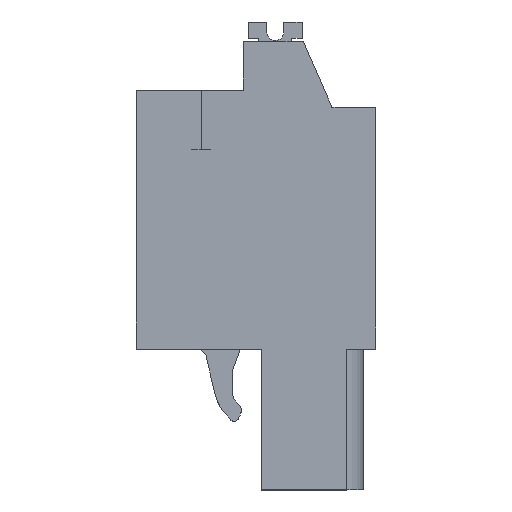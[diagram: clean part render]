
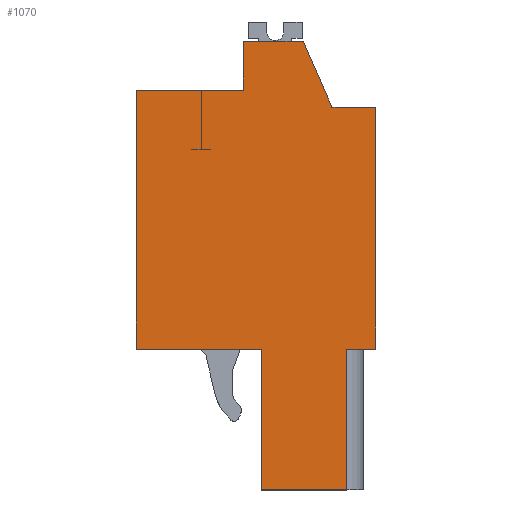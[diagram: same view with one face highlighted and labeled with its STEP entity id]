
A CAD part, left-side view. The second image highlights one B-rep face of the part: STEP entity #1070.
In plain terms, the highlighted planar face has unit normal (-1, 0, 0).
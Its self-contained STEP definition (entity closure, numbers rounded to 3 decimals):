
#986=AXIS2_PLACEMENT_3D('Plane Axis2P3D',#983,#984,#985) ;
#42=CARTESIAN_POINT('Vertex',(0.,7.85,26.59)) ;
#45=CARTESIAN_POINT('Line Origine',(0.,6.075,26.59)) ;
#49=CARTESIAN_POINT('Vertex',(0.,4.3,26.59)) ;
#832=CARTESIAN_POINT('Vertex',(0.,7.85,23.69)) ;
#835=CARTESIAN_POINT('Line Origine',(0.,7.85,25.14)) ;
#983=CARTESIAN_POINT('Axis2P3D Location',(0.,6.8,8.35)) ;
#988=CARTESIAN_POINT('Line Origine',(0.,1.725,4.175)) ;
#992=CARTESIAN_POINT('Vertex',(0.,1.725,8.35)) ;
#994=CARTESIAN_POINT('Vertex',(0.,1.725,0.)) ;
#997=CARTESIAN_POINT('Line Origine',(0.,0.862,8.35)) ;
#1001=CARTESIAN_POINT('Vertex',(0.,0.,8.35)) ;
#1004=CARTESIAN_POINT('Line Origine',(0.,0.,15.52)) ;
#1008=CARTESIAN_POINT('Vertex',(0.,0.,22.69)) ;
#1011=CARTESIAN_POINT('Line Origine',(0.,1.3,22.69)) ;
#1015=CARTESIAN_POINT('Vertex',(0.,2.6,22.69)) ;
#1018=CARTESIAN_POINT('Line Origine',(0.,3.45,24.64)) ;
#1023=CARTESIAN_POINT('Line Origine',(0.,11.025,23.69)) ;
#1027=CARTESIAN_POINT('Vertex',(0.,14.2,23.69)) ;
#1030=CARTESIAN_POINT('Line Origine',(0.,14.2,16.02)) ;
#1034=CARTESIAN_POINT('Vertex',(0.,14.2,8.35)) ;
#1037=CARTESIAN_POINT('Line Origine',(0.,10.485,8.35)) ;
#1041=CARTESIAN_POINT('Vertex',(0.,6.771,8.35)) ;
#1044=CARTESIAN_POINT('Line Origine',(0.,6.771,4.175)) ;
#1048=CARTESIAN_POINT('Vertex',(0.,6.771,0.)) ;
#1051=CARTESIAN_POINT('Line Origine',(0.,4.248,0.)) ;
#46=DIRECTION('Vector Direction',(0.,1.,0.)) ;
#836=DIRECTION('Vector Direction',(0.,0.,-1.)) ;
#984=DIRECTION('Axis2P3D Direction',(1.,0.,0.)) ;
#985=DIRECTION('Axis2P3D XDirection',(0.,1.,0.)) ;
#989=DIRECTION('Vector Direction',(0.,0.,-1.)) ;
#998=DIRECTION('Vector Direction',(0.,-1.,0.)) ;
#1005=DIRECTION('Vector Direction',(0.,0.,-1.)) ;
#1012=DIRECTION('Vector Direction',(0.,1.,0.)) ;
#1019=DIRECTION('Vector Direction',(0.,0.4,0.917)) ;
#1024=DIRECTION('Vector Direction',(0.,1.,0.)) ;
#1031=DIRECTION('Vector Direction',(0.,0.,1.)) ;
#1038=DIRECTION('Vector Direction',(0.,1.,0.)) ;
#1045=DIRECTION('Vector Direction',(0.,0.,-1.)) ;
#1052=DIRECTION('Vector Direction',(0.,1.,0.)) ;
#47=VECTOR('Line Direction',#46,1.) ;
#837=VECTOR('Line Direction',#836,1.) ;
#990=VECTOR('Line Direction',#989,1.) ;
#999=VECTOR('Line Direction',#998,1.) ;
#1006=VECTOR('Line Direction',#1005,1.) ;
#1013=VECTOR('Line Direction',#1012,1.) ;
#1020=VECTOR('Line Direction',#1019,1.) ;
#1025=VECTOR('Line Direction',#1024,1.) ;
#1032=VECTOR('Line Direction',#1031,1.) ;
#1039=VECTOR('Line Direction',#1038,1.) ;
#1046=VECTOR('Line Direction',#1045,1.) ;
#1053=VECTOR('Line Direction',#1052,1.) ;
#1057=ORIENTED_EDGE('',*,*,#996,.F.) ;
#1058=ORIENTED_EDGE('',*,*,#1003,.F.) ;
#1059=ORIENTED_EDGE('',*,*,#1010,.F.) ;
#1060=ORIENTED_EDGE('',*,*,#1017,.T.) ;
#1061=ORIENTED_EDGE('',*,*,#1022,.T.) ;
#1062=ORIENTED_EDGE('',*,*,#51,.T.) ;
#1063=ORIENTED_EDGE('',*,*,#839,.T.) ;
#1064=ORIENTED_EDGE('',*,*,#1029,.T.) ;
#1065=ORIENTED_EDGE('',*,*,#1036,.F.) ;
#1066=ORIENTED_EDGE('',*,*,#1043,.F.) ;
#1067=ORIENTED_EDGE('',*,*,#1050,.T.) ;
#1068=ORIENTED_EDGE('',*,*,#1055,.F.) ;
#1070=ADVANCED_FACE('HOUSING',(#1069),#987,.F.) ;
#51=EDGE_CURVE('',#50,#43,#48,.T.) ;
#839=EDGE_CURVE('',#43,#833,#838,.T.) ;
#996=EDGE_CURVE('',#993,#995,#991,.T.) ;
#1003=EDGE_CURVE('',#1002,#993,#1000,.F.) ;
#1010=EDGE_CURVE('',#1009,#1002,#1007,.T.) ;
#1017=EDGE_CURVE('',#1009,#1016,#1014,.T.) ;
#1022=EDGE_CURVE('',#1016,#50,#1021,.T.) ;
#1029=EDGE_CURVE('',#833,#1028,#1026,.T.) ;
#1036=EDGE_CURVE('',#1035,#1028,#1033,.T.) ;
#1043=EDGE_CURVE('',#1042,#1035,#1040,.T.) ;
#1050=EDGE_CURVE('',#1042,#1049,#1047,.T.) ;
#1055=EDGE_CURVE('',#995,#1049,#1054,.T.) ;
#1056=EDGE_LOOP('',(#1057,#1058,#1059,#1060,#1061,#1062,#1063,#1064,#1065,#1066,#1067,#1068)) ;
#1069=FACE_OUTER_BOUND('',#1056,.T.) ;
#48=LINE('Line',#45,#47) ;
#838=LINE('Line',#835,#837) ;
#991=LINE('Line',#988,#990) ;
#1000=LINE('Line',#997,#999) ;
#1007=LINE('Line',#1004,#1006) ;
#1014=LINE('Line',#1011,#1013) ;
#1021=LINE('Line',#1018,#1020) ;
#1026=LINE('Line',#1023,#1025) ;
#1033=LINE('Line',#1030,#1032) ;
#1040=LINE('Line',#1037,#1039) ;
#1047=LINE('Line',#1044,#1046) ;
#1054=LINE('Line',#1051,#1053) ;
#987=PLANE('',#986) ;
#43=VERTEX_POINT('',#42) ;
#50=VERTEX_POINT('',#49) ;
#833=VERTEX_POINT('',#832) ;
#993=VERTEX_POINT('',#992) ;
#995=VERTEX_POINT('',#994) ;
#1002=VERTEX_POINT('',#1001) ;
#1009=VERTEX_POINT('',#1008) ;
#1016=VERTEX_POINT('',#1015) ;
#1028=VERTEX_POINT('',#1027) ;
#1035=VERTEX_POINT('',#1034) ;
#1042=VERTEX_POINT('',#1041) ;
#1049=VERTEX_POINT('',#1048) ;
